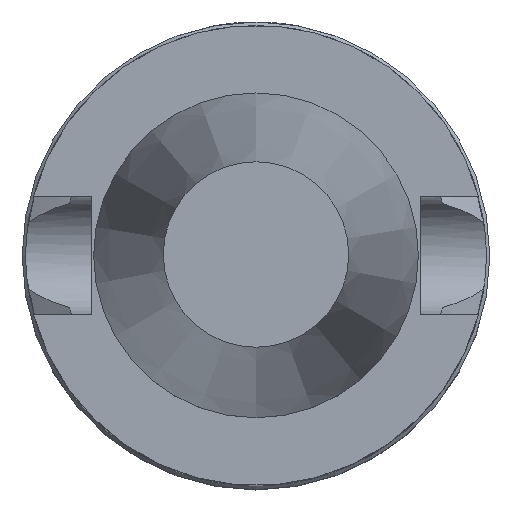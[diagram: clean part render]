
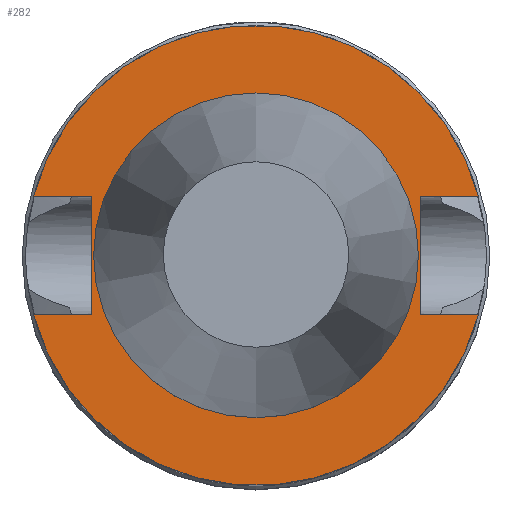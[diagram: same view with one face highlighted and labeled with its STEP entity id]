
A CAD part, top view. The second image highlights one B-rep face of the part: STEP entity #282.
In plain terms, the highlighted planar face has unit normal (0, 0, 1).
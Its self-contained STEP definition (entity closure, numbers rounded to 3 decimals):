
#124=EDGE_CURVE('240[2]',#362,#363,#364,.T.);
#156=EDGE_CURVE('240[2]',#414,#415,#416,.T.);
#241=EDGE_CURVE('240[2]',#531,#414,#532,.T.);
#245=EDGE_CURVE('240[2]',#415,#445,#537,.T.);
#247=EDGE_CURVE('240[2]',#363,#386,#539,.T.);
#258=EDGE_CURVE('240[2]',#445,#362,#551,.T.);
#282=ADVANCED_FACE('240[2]',(#582,#583),#584,.T.);
#289=EDGE_CURVE('240[2]',#386,#593,#594,.T.);
#301=EDGE_CURVE('240[2]',#593,#531,#610,.T.);
#309=EDGE_CURVE('240[2]',#618,#618,#619,.T.);
#362=VERTEX_POINT('',#695);
#363=VERTEX_POINT('',#696);
#364=LINE('',#697,#698);
#386=VERTEX_POINT('',#736);
#414=VERTEX_POINT('',#792);
#415=VERTEX_POINT('',#793);
#416=CIRCLE('',#794,31.5);
#445=VERTEX_POINT('',#840);
#531=VERTEX_POINT('',#1170);
#532=LINE('',#1171,#1172);
#537=LINE('',#1179,#1180);
#539=CIRCLE('',#1183,31.5);
#551=LINE('',#1201,#1202);
#582=FACE_OUTER_BOUND('',#1251,.T.);
#583=FACE_BOUND('',#1252,.T.);
#584=PLANE('',#1253);
#593=VERTEX_POINT('',#1265);
#594=LINE('',#1266,#1267);
#610=LINE('',#1289,#1290);
#618=VERTEX_POINT('',#1305);
#619=CIRCLE('',#1306,22.225);
#695=CARTESIAN_POINT('',(22.5,8.05,-2.0));
#696=CARTESIAN_POINT('',(30.454,8.05,-2.0));
#697=CARTESIAN_POINT('',(11.25,8.05,-2.0));
#698=VECTOR('',#1348,1.0);
#736=CARTESIAN_POINT('',(-30.454,8.05,-2.0));
#792=CARTESIAN_POINT('',(-30.454,-8.05,-2.0));
#793=CARTESIAN_POINT('',(30.454,-8.05,-2.0));
#794=AXIS2_PLACEMENT_3D('',#1388,#1389,#1390);
#840=CARTESIAN_POINT('',(22.5,-8.05,-2.0));
#1170=CARTESIAN_POINT('',(-22.5,-8.05,-2.0));
#1171=CARTESIAN_POINT('',(-11.25,-8.05,-2.0));
#1172=VECTOR('',#1515,1.0);
#1179=CARTESIAN_POINT('',(11.25,-8.05,-2.0));
#1180=VECTOR('',#1519,1.0);
#1183=AXIS2_PLACEMENT_3D('',#1520,#1521,#1522);
#1201=CARTESIAN_POINT('',(22.5,13.431,-2.0));
#1202=VECTOR('',#1540,1.0);
#1251=EDGE_LOOP('',(#1585,#1586,#1587,#1588,#1589,#1590,#1591,#1592));
#1252=EDGE_LOOP('',(#1593));
#1253=AXIS2_PLACEMENT_3D('',#1594,#1595,#1596);
#1265=CARTESIAN_POINT('',(-22.5,8.05,-2.0));
#1266=CARTESIAN_POINT('',(-11.25,8.05,-2.0));
#1267=VECTOR('',#1605,1.0);
#1289=CARTESIAN_POINT('',(-22.5,13.431,-2.0));
#1290=VECTOR('',#1626,1.0);
#1305=CARTESIAN_POINT('',(0.,22.225,-2.0));
#1306=AXIS2_PLACEMENT_3D('',#1630,#1631,#1632);
#1348=DIRECTION('',(1.0,0.,0.));
#1388=CARTESIAN_POINT('',(0.,0.,-2.0));
#1389=DIRECTION('',(0.,0.,1.0));
#1390=DIRECTION('',(0.,1.0,0.));
#1515=DIRECTION('',(-1.0,0.,0.));
#1519=DIRECTION('',(-1.0,0.,0.));
#1520=CARTESIAN_POINT('',(0.,0.,-2.0));
#1521=DIRECTION('',(0.,0.,1.0));
#1522=DIRECTION('',(0.,1.0,0.));
#1540=DIRECTION('',(0.,1.0,0.));
#1585=ORIENTED_EDGE('',*,*,#124,.T.);
#1586=ORIENTED_EDGE('',*,*,#247,.T.);
#1587=ORIENTED_EDGE('',*,*,#289,.T.);
#1588=ORIENTED_EDGE('',*,*,#301,.T.);
#1589=ORIENTED_EDGE('',*,*,#241,.T.);
#1590=ORIENTED_EDGE('',*,*,#156,.T.);
#1591=ORIENTED_EDGE('',*,*,#245,.T.);
#1592=ORIENTED_EDGE('',*,*,#258,.T.);
#1593=ORIENTED_EDGE('',*,*,#309,.F.);
#1594=CARTESIAN_POINT('',(0.,26.863,-2.0));
#1595=DIRECTION('',(0.,0.,1.0));
#1596=DIRECTION('',(1.0,0.,0.0));
#1605=DIRECTION('',(1.0,0.,0.));
#1626=DIRECTION('',(0.,-1.0,0.));
#1630=CARTESIAN_POINT('',(0.,0.,-2.0));
#1631=DIRECTION('',(0.,0.,1.0));
#1632=DIRECTION('',(0.,1.0,0.));
